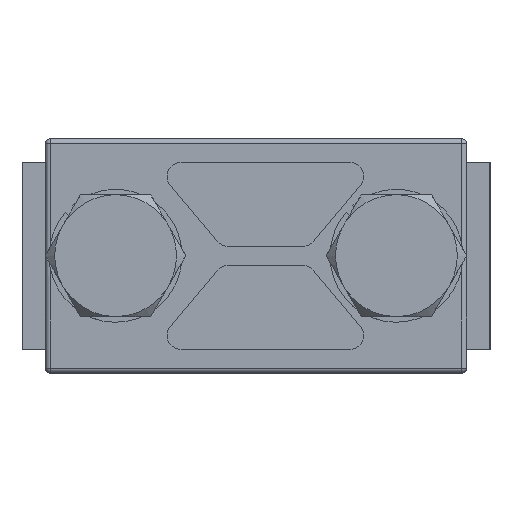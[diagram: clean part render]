
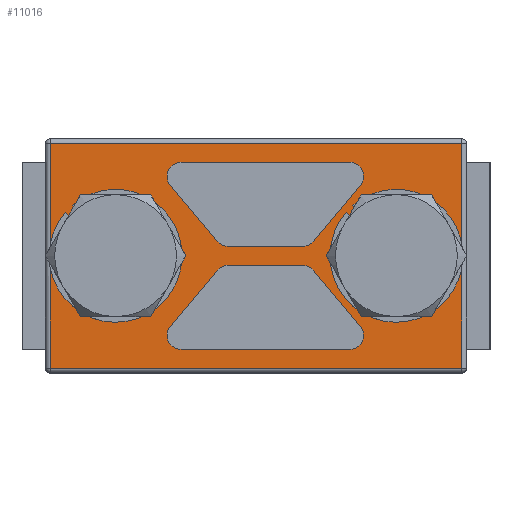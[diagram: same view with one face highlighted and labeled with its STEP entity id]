
A CAD part, top view. The second image highlights one B-rep face of the part: STEP entity #11016.
In plain terms, the highlighted face is planar.
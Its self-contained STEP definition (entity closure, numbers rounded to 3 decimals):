
#3811=DIRECTION('',(-1.,0.,0.));
#3812=VECTOR('',#3811,44.);
#3813=CARTESIAN_POINT('',(22.,12.,0.));
#3814=LINE('',#3813,#3812);
#3818=DIRECTION('',(0.,-1.,0.));
#3819=VECTOR('',#3818,24.);
#3820=CARTESIAN_POINT('',(-22.,12.,
0.));
#3821=LINE('',#3820,#3819);
#3825=DIRECTION('',(1.,0.,0.));
#3826=VECTOR('',#3825,44.);
#3827=CARTESIAN_POINT('',(-22.,-12.,
0.));
#3828=LINE('',#3827,#3826);
#3832=CARTESIAN_POINT('',(15.,0.,0.));
#3833=DIRECTION('',(0.,0.,-1.));
#3834=DIRECTION('',(0.,1.,0.));
#3835=AXIS2_PLACEMENT_3D('',#3832,#3833,#3834);
#3840=CARTESIAN_POINT('',(15.,0.,0.));
#3841=DIRECTION('',(0.,0.,-1.));
#3842=DIRECTION('',(0.,-1.,0.));
#3843=AXIS2_PLACEMENT_3D('',#3840,#3841,#3842);
#3848=CARTESIAN_POINT('',(-15.,0.,0.));
#3849=DIRECTION('',(0.,0.,-1.));
#3850=DIRECTION('',(-1.,0.,0.));
#3851=AXIS2_PLACEMENT_3D('',#3848,#3849,#3850);
#3856=CARTESIAN_POINT('',(-15.,0.,0.));
#3857=DIRECTION('',(0.,0.,-1.));
#3858=DIRECTION('',(1.,0.,0.));
#3859=AXIS2_PLACEMENT_3D('',#3856,#3857,#3858);
#3864=DIRECTION('',(-1.,0.,0.));
#3865=VECTOR('',#3864,7.931);
#3866=CARTESIAN_POINT('',(2.965,1.,0.));
#3867=LINE('',#3866,#3865);
#3871=CARTESIAN_POINT('',(-4.965,2.5,0.));
#3872=DIRECTION('',(0.,0.,-1.));
#3873=DIRECTION('',(0.,-1.,0.));
#3874=AXIS2_PLACEMENT_3D('',#3871,#3872,#3873);
#3879=DIRECTION('',(-0.643,0.766,0.));
#3880=VECTOR('',#3879,7.832);
#3881=CARTESIAN_POINT('',(-6.114,1.536,0.));
#3882=LINE('',#3881,#3880);
#3886=CARTESIAN_POINT('',(-10.,8.5,0.));
#3887=DIRECTION('',(0.,0.,-1.));
#3888=DIRECTION('',(-0.766,-0.643,0.));
#3889=AXIS2_PLACEMENT_3D('',#3886,#3887,#3888);
#3894=CARTESIAN_POINT('',(8.,8.5,0.));
#3895=DIRECTION('',(0.,0.,-1.));
#3896=DIRECTION('',(0.,1.,0.));
#3897=AXIS2_PLACEMENT_3D('',#3894,#3895,#3896);
#3902=DIRECTION('',(-0.643,-0.766,0.));
#3903=VECTOR('',#3902,7.832);
#3904=CARTESIAN_POINT('',(9.149,7.536,0.));
#3905=LINE('',#3904,#3903);
#3909=CARTESIAN_POINT('',(2.965,2.5,0.));
#3910=DIRECTION('',(0.,0.,-1.));
#3911=DIRECTION('',(0.766,-0.643,0.));
#3912=AXIS2_PLACEMENT_3D('',#3909,#3910,#3911);
#3917=CARTESIAN_POINT('',(2.965,-2.5,0.));
#3918=DIRECTION('',(0.,0.,-1.));
#3919=DIRECTION('',(0.,1.,0.));
#3920=AXIS2_PLACEMENT_3D('',#3917,#3918,#3919);
#3925=DIRECTION('',(0.643,-0.766,0.));
#3926=VECTOR('',#3925,7.832);
#3927=CARTESIAN_POINT('',(4.114,-1.536,0.));
#3928=LINE('',#3927,#3926);
#3932=CARTESIAN_POINT('',(8.,-8.5,0.));
#3933=DIRECTION('',(0.,0.,-1.));
#3934=DIRECTION('',(0.766,0.643,0.));
#3935=AXIS2_PLACEMENT_3D('',#3932,#3933,#3934);
#3940=DIRECTION('',(-1.,0.,0.));
#3941=VECTOR('',#3940,18.);
#3942=CARTESIAN_POINT('',(8.,-10.,0.));
#3943=LINE('',#3942,#3941);
#3947=CARTESIAN_POINT('',(-10.,-8.5,0.));
#3948=DIRECTION('',(0.,0.,-1.));
#3949=DIRECTION('',(0.,-1.,0.));
#3950=AXIS2_PLACEMENT_3D('',#3947,#3948,#3949);
#3955=CARTESIAN_POINT('',(-10.,-8.5,0.));
#3956=DIRECTION('',(0.,0.,-1.));
#3957=DIRECTION('',(-1.,0.,0.));
#3958=AXIS2_PLACEMENT_3D('',#3955,#3956,#3957);
#3963=DIRECTION('',(0.643,0.766,0.));
#3964=VECTOR('',#3963,7.832);
#3965=CARTESIAN_POINT('',(-11.149,-7.536,0.));
#3966=LINE('',#3965,#3964);
#3970=CARTESIAN_POINT('',(-4.965,-2.5,0.));
#3971=DIRECTION('',(0.,0.,-1.));
#3972=DIRECTION('',(-0.766,0.643,0.));
#3973=AXIS2_PLACEMENT_3D('',#3970,#3971,#3972);
#7018=DIRECTION('',(0.,-1.,0.));
#7019=VECTOR('',#7018,24.);
#7020=CARTESIAN_POINT('',(22.,12.,0.));
#7021=LINE('',#7020,#7019);
#7129=DIRECTION('',(-1.,0.,0.));
#7130=VECTOR('',#7129,18.);
#7131=CARTESIAN_POINT('',(8.,10.,0.));
#7132=LINE('',#7131,#7130);
#7164=DIRECTION('',(-1.,0.,0.));
#7165=VECTOR('',#7164,7.931);
#7166=CARTESIAN_POINT('',(2.965,-1.,0.));
#7167=LINE('',#7166,#7165);
#7365=CARTESIAN_POINT('',(22.,12.,0.));
#7366=VERTEX_POINT('',#7365);
#7367=CARTESIAN_POINT('',(-22.,12.,0.));
#7368=VERTEX_POINT('',#7367);
#7614=CARTESIAN_POINT('',(22.,-12.,0.));
#7615=VERTEX_POINT('',#7614);
#7618=CARTESIAN_POINT('',(-22.,-12.,
0.));
#7619=VERTEX_POINT('',#7618);
#7620=CARTESIAN_POINT('',(15.,4.75,0.));
#7621=CARTESIAN_POINT('',(15.,-4.75,0.));
#7622=VERTEX_POINT('',#7620);
#7623=VERTEX_POINT('',#7621);
#7624=CARTESIAN_POINT('',(-19.75,0.,0.));
#7625=CARTESIAN_POINT('',(-10.25,0.,0.));
#7626=VERTEX_POINT('',#7624);
#7627=VERTEX_POINT('',#7625);
#7628=CARTESIAN_POINT('',(2.965,1.,0.));
#7629=CARTESIAN_POINT('',(-4.965,1.,0.));
#7630=VERTEX_POINT('',#7628);
#7631=VERTEX_POINT('',#7629);
#7632=CARTESIAN_POINT('',(-6.114,1.536,0.));
#7633=VERTEX_POINT('',#7632);
#7634=CARTESIAN_POINT('',(-11.149,7.536,0.));
#7635=VERTEX_POINT('',#7634);
#7636=CARTESIAN_POINT('',(-10.,10.,0.));
#7637=VERTEX_POINT('',#7636);
#7638=CARTESIAN_POINT('',(8.,10.,0.));
#7639=VERTEX_POINT('',#7638);
#7640=CARTESIAN_POINT('',(9.149,7.536,0.));
#7641=VERTEX_POINT('',#7640);
#7642=CARTESIAN_POINT('',(4.114,1.536,0.));
#7643=VERTEX_POINT('',#7642);
#7644=CARTESIAN_POINT('',(2.965,-1.,0.));
#7645=CARTESIAN_POINT('',(-4.965,-1.,0.));
#7646=VERTEX_POINT('',#7644);
#7647=VERTEX_POINT('',#7645);
#7648=CARTESIAN_POINT('',(4.114,-1.536,0.));
#7649=VERTEX_POINT('',#7648);
#7650=CARTESIAN_POINT('',(9.149,-7.536,0.));
#7651=VERTEX_POINT('',#7650);
#7652=CARTESIAN_POINT('',(8.,-10.,0.));
#7653=VERTEX_POINT('',#7652);
#7654=CARTESIAN_POINT('',(-10.,-10.,0.));
#7655=VERTEX_POINT('',#7654);
#7656=CARTESIAN_POINT('',(-11.5,-8.5,0.));
#7657=VERTEX_POINT('',#7656);
#7658=CARTESIAN_POINT('',(-11.149,-7.536,0.));
#7659=VERTEX_POINT('',#7658);
#7660=CARTESIAN_POINT('',(-6.114,-1.536,0.));
#7661=VERTEX_POINT('',#7660);
#10953=CARTESIAN_POINT('',(0.,0.,0.));
#10954=DIRECTION('',(0.,0.,1.));
#10955=DIRECTION('',(0.,1.,0.));
#10956=AXIS2_PLACEMENT_3D('',#10953,#10954,#10955);
#10957=PLANE('',#10956);
#10958=ORIENTED_EDGE('',*,*,#8299,.T.);
#10960=ORIENTED_EDGE('',*,*,#10959,.T.);
#10961=ORIENTED_EDGE('',*,*,#10939,.T.);
#10963=ORIENTED_EDGE('',*,*,#10962,.F.);
#10964=EDGE_LOOP('',(#10958,#10960,#10961,#10963));
#10965=FACE_OUTER_BOUND('',#10964,.F.);
#10967=ORIENTED_EDGE('',*,*,#10966,.T.);
#10969=ORIENTED_EDGE('',*,*,#10968,.T.);
#10970=EDGE_LOOP('',(#10967,#10969));
#10971=FACE_BOUND('',#10970,.F.);
#10973=ORIENTED_EDGE('',*,*,#10972,.T.);
#10975=ORIENTED_EDGE('',*,*,#10974,.T.);
#10976=EDGE_LOOP('',(#10973,#10975));
#10977=FACE_BOUND('',#10976,.F.);
#10979=ORIENTED_EDGE('',*,*,#10978,.T.);
#10981=ORIENTED_EDGE('',*,*,#10980,.T.);
#10983=ORIENTED_EDGE('',*,*,#10982,.T.);
#10985=ORIENTED_EDGE('',*,*,#10984,.T.);
#10987=ORIENTED_EDGE('',*,*,#10986,.F.);
#10989=ORIENTED_EDGE('',*,*,#10988,.T.);
#10991=ORIENTED_EDGE('',*,*,#10990,.T.);
#10993=ORIENTED_EDGE('',*,*,#10992,.T.);
#10994=EDGE_LOOP('',(#10979,#10981,#10983,#10985,#10987,#10989,#10991,#10993));
#10995=FACE_BOUND('',#10994,.F.);
#10997=ORIENTED_EDGE('',*,*,#10996,.F.);
#10999=ORIENTED_EDGE('',*,*,#10998,.T.);
#11001=ORIENTED_EDGE('',*,*,#11000,.T.);
#11003=ORIENTED_EDGE('',*,*,#11002,.T.);
#11005=ORIENTED_EDGE('',*,*,#11004,.T.);
#11007=ORIENTED_EDGE('',*,*,#11006,.T.);
#11009=ORIENTED_EDGE('',*,*,#11008,.T.);
#11011=ORIENTED_EDGE('',*,*,#11010,.T.);
#11013=ORIENTED_EDGE('',*,*,#11012,.T.);
#11014=EDGE_LOOP('',(#10997,#10999,#11001,#11003,#11005,#11007,#11009,#11011,
#11013));
#11015=FACE_BOUND('',#11014,.F.);
#3836=CIRCLE('',#3835,4.75);
#3844=CIRCLE('',#3843,4.75);
#3852=CIRCLE('',#3851,4.75);
#3860=CIRCLE('',#3859,4.75);
#3875=CIRCLE('',#3874,1.5);
#3890=CIRCLE('',#3889,1.5);
#3898=CIRCLE('',#3897,1.5);
#3913=CIRCLE('',#3912,1.5);
#3921=CIRCLE('',#3920,1.5);
#3936=CIRCLE('',#3935,1.5);
#3951=CIRCLE('',#3950,1.5);
#3959=CIRCLE('',#3958,1.5);
#3974=CIRCLE('',#3973,1.5);
#8299=EDGE_CURVE('',#7366,#7368,#3814,.T.);
#10939=EDGE_CURVE('',#7619,#7615,#3828,.T.);
#10959=EDGE_CURVE('',#7368,#7619,#3821,.T.);
#10962=EDGE_CURVE('',#7366,#7615,#7021,.T.);
#10966=EDGE_CURVE('',#7622,#7623,#3836,.T.);
#10968=EDGE_CURVE('',#7623,#7622,#3844,.T.);
#10972=EDGE_CURVE('',#7626,#7627,#3852,.T.);
#10974=EDGE_CURVE('',#7627,#7626,#3860,.T.);
#10978=EDGE_CURVE('',#7630,#7631,#3867,.T.);
#10980=EDGE_CURVE('',#7631,#7633,#3875,.T.);
#10982=EDGE_CURVE('',#7633,#7635,#3882,.T.);
#10984=EDGE_CURVE('',#7635,#7637,#3890,.T.);
#10986=EDGE_CURVE('',#7639,#7637,#7132,.T.);
#10988=EDGE_CURVE('',#7639,#7641,#3898,.T.);
#10990=EDGE_CURVE('',#7641,#7643,#3905,.T.);
#10992=EDGE_CURVE('',#7643,#7630,#3913,.T.);
#10996=EDGE_CURVE('',#7646,#7647,#7167,.T.);
#10998=EDGE_CURVE('',#7646,#7649,#3921,.T.);
#11000=EDGE_CURVE('',#7649,#7651,#3928,.T.);
#11002=EDGE_CURVE('',#7651,#7653,#3936,.T.);
#11004=EDGE_CURVE('',#7653,#7655,#3943,.T.);
#11006=EDGE_CURVE('',#7655,#7657,#3951,.T.);
#11008=EDGE_CURVE('',#7657,#7659,#3959,.T.);
#11010=EDGE_CURVE('',#7659,#7661,#3966,.T.);
#11012=EDGE_CURVE('',#7661,#7647,#3974,.T.);
#11016=ADVANCED_FACE('',(#10965,#10971,#10977,#10995,#11015),#10957,.F.);
